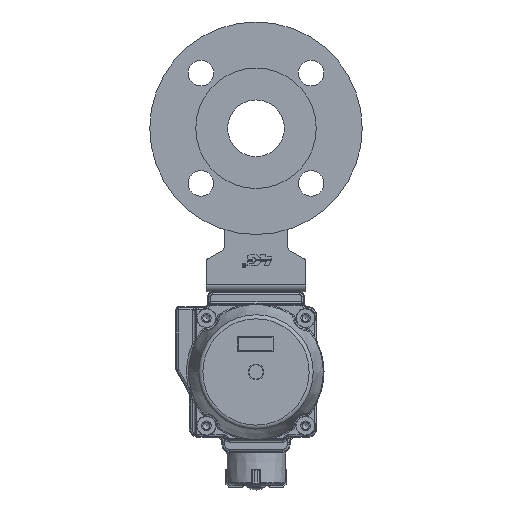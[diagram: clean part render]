
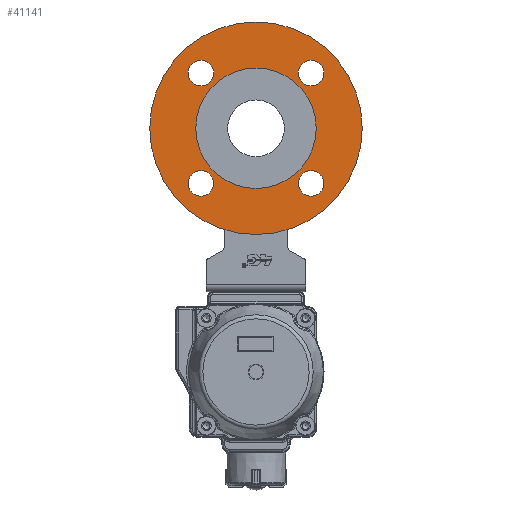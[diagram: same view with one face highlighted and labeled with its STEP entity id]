
A CAD part, front view. The second image highlights one B-rep face of the part: STEP entity #41141.
In plain terms, the highlighted planar face has unit normal (0, -1, 0).
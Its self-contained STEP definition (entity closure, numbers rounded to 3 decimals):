
#1826=CIRCLE('',#46569,75.);
#1843=CIRCLE('',#46588,42.5);
#1845=CIRCLE('',#46591,9.);
#1846=CIRCLE('',#46592,9.);
#1847=CIRCLE('',#46593,9.);
#1848=CIRCLE('',#46594,9.);
#7710=ORIENTED_EDGE('',*,*,#19726,.F.);
#7711=ORIENTED_EDGE('',*,*,#19727,.F.);
#7712=ORIENTED_EDGE('',*,*,#19728,.F.);
#7713=ORIENTED_EDGE('',*,*,#19729,.F.);
#7714=ORIENTED_EDGE('',*,*,#19703,.T.);
#7715=ORIENTED_EDGE('',*,*,#19724,.T.);
#19703=EDGE_CURVE('',#25818,#25818,#1826,.T.);
#19724=EDGE_CURVE('',#25839,#25839,#1843,.T.);
#19726=EDGE_CURVE('',#25841,#25841,#1845,.T.);
#19727=EDGE_CURVE('',#25842,#25842,#1846,.T.);
#19728=EDGE_CURVE('',#25843,#25843,#1847,.T.);
#19729=EDGE_CURVE('',#25844,#25844,#1848,.T.);
#25818=VERTEX_POINT('',#63633);
#25839=VERTEX_POINT('',#63677);
#25841=VERTEX_POINT('',#63682);
#25842=VERTEX_POINT('',#63684);
#25843=VERTEX_POINT('',#63686);
#25844=VERTEX_POINT('',#63688);
#34065=EDGE_LOOP('',(#7710));
#34066=EDGE_LOOP('',(#7711));
#34067=EDGE_LOOP('',(#7712));
#34068=EDGE_LOOP('',(#7713));
#34069=EDGE_LOOP('',(#7714));
#34070=EDGE_LOOP('',(#7715));
#37236=FACE_BOUND('',#34065,.T.);
#37237=FACE_BOUND('',#34066,.T.);
#37238=FACE_BOUND('',#34067,.T.);
#37239=FACE_BOUND('',#34068,.T.);
#37240=FACE_BOUND('',#34069,.T.);
#37241=FACE_BOUND('',#34070,.T.);
#40231=PLANE('',#46590);
#41141=ADVANCED_FACE('',(#37236,#37237,#37238,#37239,#37240,#37241),#40231,
 .T.);
#46569=AXIS2_PLACEMENT_3D('',#63632,#51873,#51874);
#46588=AXIS2_PLACEMENT_3D('',#63676,#51915,#51916);
#46590=AXIS2_PLACEMENT_3D('',#63680,#51919,#51920);
#46591=AXIS2_PLACEMENT_3D('',#63681,#51921,#51922);
#46592=AXIS2_PLACEMENT_3D('',#63683,#51923,#51924);
#46593=AXIS2_PLACEMENT_3D('',#63685,#51925,#51926);
#46594=AXIS2_PLACEMENT_3D('',#63687,#51927,#51928);
#51873=DIRECTION('',(0.,-1.,0.));
#51874=DIRECTION('',(1.,0.,0.));
#51915=DIRECTION('',(0.,1.,0.));
#51916=DIRECTION('',(1.,0.,0.));
#51919=DIRECTION('',(0.,-1.,0.));
#51920=DIRECTION('',(0.,0.,-1.));
#51921=DIRECTION('',(0.,-1.,0.));
#51922=DIRECTION('',(-1.,0.,0.));
#51923=DIRECTION('',(0.,-1.,0.));
#51924=DIRECTION('',(-1.,0.,0.));
#51925=DIRECTION('',(0.,-1.,0.));
#51926=DIRECTION('',(-1.,0.,0.));
#51927=DIRECTION('',(0.,-1.,0.));
#51928=DIRECTION('',(-1.,0.,0.));
#63632=CARTESIAN_POINT('',(0.,-68.,0.));
#63633=CARTESIAN_POINT('',(75.,-68.,0.));
#63676=CARTESIAN_POINT('',(0.,-68.,0.));
#63677=CARTESIAN_POINT('',(42.5,-68.,0.));
#63680=CARTESIAN_POINT('',(0.,-68.,0.));
#63681=CARTESIAN_POINT('',(38.891,-68.,38.891));
#63682=CARTESIAN_POINT('',(29.891,-68.,38.891));
#63683=CARTESIAN_POINT('',(-38.891,-68.,38.891));
#63684=CARTESIAN_POINT('',(-47.891,-68.,38.891));
#63685=CARTESIAN_POINT('',(-38.891,-68.,-38.891));
#63686=CARTESIAN_POINT('',(-47.891,-68.,-38.891));
#63687=CARTESIAN_POINT('',(38.891,-68.,-38.891));
#63688=CARTESIAN_POINT('',(29.891,-68.,-38.891));
